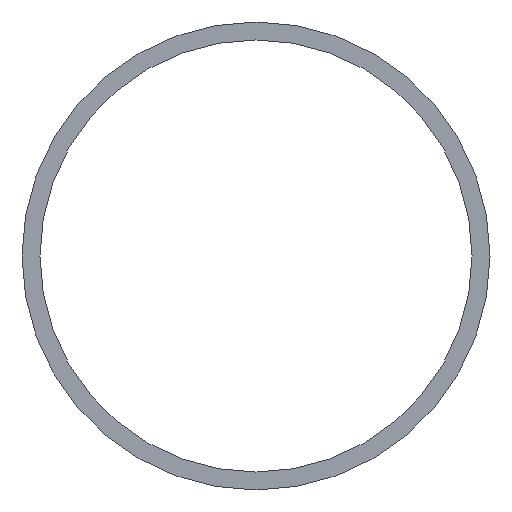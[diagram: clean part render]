
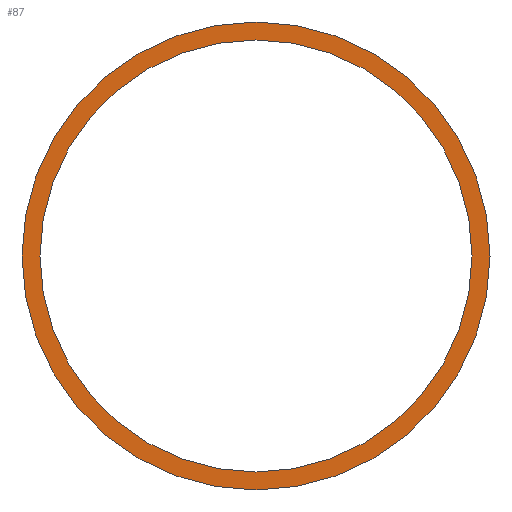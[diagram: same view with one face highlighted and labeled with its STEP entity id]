
A CAD part, left-side view. The second image highlights one B-rep face of the part: STEP entity #87.
In plain terms, the highlighted planar face has unit normal (-1, 0, 0).
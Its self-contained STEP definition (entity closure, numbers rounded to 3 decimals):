
#53 = EDGE_CURVE( '', #95, #85, #123, .T. );
#57 = VERTEX_POINT( '', #127 );
#63 = EDGE_CURVE( '', #85, #95, #133, .T. );
#73 = EDGE_CURVE( '', #57, #103, #143, .T. );
#79 = EDGE_CURVE( '', #103, #57, #151, .T. );
#85 = VERTEX_POINT( '', #158 );
#87 = ADVANCED_FACE( '', ( #160, #161 ), #162, .F. );
#95 = VERTEX_POINT( '', #173 );
#103 = VERTEX_POINT( '', #181 );
#123 = CIRCLE( '', #193, 115.4 );
#127 = CARTESIAN_POINT( '', ( 0., 0., 125. ) );
#133 = CIRCLE( '', #207, 115.4 );
#143 = CIRCLE( '', #218, 125. );
#151 = CIRCLE( '', #227, 125. );
#158 = CARTESIAN_POINT( '', ( 0., 0., 115.4 ) );
#160 = FACE_OUTER_BOUND( '', #236, .T. );
#161 = FACE_BOUND( '', #237, .T. );
#162 = PLANE( '', #238 );
#173 = CARTESIAN_POINT( '', ( 0., 0., -115.4 ) );
#181 = CARTESIAN_POINT( '', ( 0., 0., -125. ) );
#193 = AXIS2_PLACEMENT_3D( '', #269, #270, #271 );
#207 = AXIS2_PLACEMENT_3D( '', #276, #277, #278 );
#218 = AXIS2_PLACEMENT_3D( '', #283, #284, #285 );
#227 = AXIS2_PLACEMENT_3D( '', #302, #303, #304 );
#236 = EDGE_LOOP( '', ( #314, #315 ) );
#237 = EDGE_LOOP( '', ( #316, #317 ) );
#238 = AXIS2_PLACEMENT_3D( '', #318, #319, #320 );
#269 = CARTESIAN_POINT( '', ( 0., 0., 0. ) );
#270 = DIRECTION( '', ( 1., 0., 0. ) );
#271 = DIRECTION( '', ( 0., 0., -1. ) );
#276 = CARTESIAN_POINT( '', ( 0., 0., 0. ) );
#277 = DIRECTION( '', ( 1., 0., 0. ) );
#278 = DIRECTION( '', ( 0., 0., -1. ) );
#283 = CARTESIAN_POINT( '', ( 0., 0., 0. ) );
#284 = DIRECTION( '', ( 1., 0., 0. ) );
#285 = DIRECTION( '', ( 0., 0., -1. ) );
#302 = CARTESIAN_POINT( '', ( 0., 0., 0. ) );
#303 = DIRECTION( '', ( 1., 0., 0. ) );
#304 = DIRECTION( '', ( 0., 0., -1. ) );
#314 = ORIENTED_EDGE( '', *, *, #79, .F. );
#315 = ORIENTED_EDGE( '', *, *, #73, .F. );
#316 = ORIENTED_EDGE( '', *, *, #53, .T. );
#317 = ORIENTED_EDGE( '', *, *, #63, .T. );
#318 = CARTESIAN_POINT( '', ( 0., 0., 0. ) );
#319 = DIRECTION( '', ( 1., 0., 0. ) );
#320 = DIRECTION( '', ( 0., 0., -1. ) );
